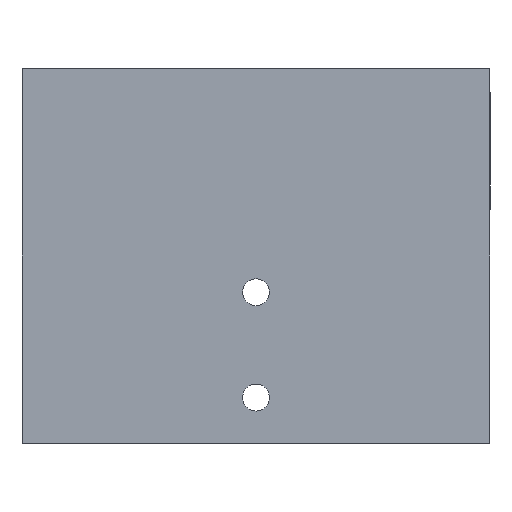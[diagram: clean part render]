
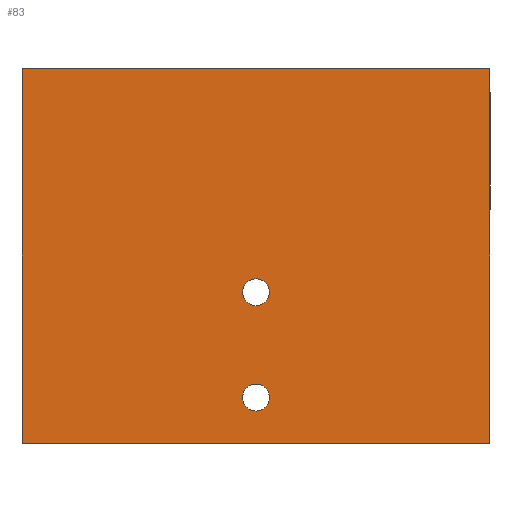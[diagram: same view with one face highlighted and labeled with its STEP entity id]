
A CAD part, left-side view. The second image highlights one B-rep face of the part: STEP entity #83.
In plain terms, the highlighted planar face has unit normal (-1, 0, 0).
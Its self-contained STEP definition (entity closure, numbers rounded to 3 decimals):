
#83=ADVANCED_FACE('',(#187,#188,#189),#190,.F.);
#187=FACE_BOUND('',#309,.T.);
#188=FACE_BOUND('',#310,.T.);
#189=FACE_OUTER_BOUND('',#311,.T.);
#190=PLANE('',#312);
#309=EDGE_LOOP('',(#491,#492));
#310=EDGE_LOOP('',(#493,#494));
#311=EDGE_LOOP('',(#495,#496,#497,#498));
#312=AXIS2_PLACEMENT_3D('',#499,#500,#501);
#491=ORIENTED_EDGE('',*,*,#728,.F.);
#492=ORIENTED_EDGE('',*,*,#752,.F.);
#493=ORIENTED_EDGE('',*,*,#734,.F.);
#494=ORIENTED_EDGE('',*,*,#753,.F.);
#495=ORIENTED_EDGE('',*,*,#754,.T.);
#496=ORIENTED_EDGE('',*,*,#755,.F.);
#497=ORIENTED_EDGE('',*,*,#756,.F.);
#498=ORIENTED_EDGE('',*,*,#757,.F.);
#499=CARTESIAN_POINT('',(0.0,0.,-12.0));
#500=DIRECTION('',(1.0,0.0,0.0));
#501=DIRECTION('',(0.0,0.0,-1.0));
#728=EDGE_CURVE('',#876,#870,#878,.T.);
#734=EDGE_CURVE('',#887,#881,#889,.T.);
#752=EDGE_CURVE('',#870,#876,#915,.T.);
#753=EDGE_CURVE('',#881,#887,#916,.T.);
#754=EDGE_CURVE('',#917,#918,#919,.T.);
#755=EDGE_CURVE('',#920,#918,#921,.T.);
#756=EDGE_CURVE('',#922,#920,#923,.T.);
#757=EDGE_CURVE('',#917,#922,#924,.T.);
#870=VERTEX_POINT('',#1061);
#876=VERTEX_POINT('',#1068);
#878=CIRCLE('',#1071,1.15);
#881=VERTEX_POINT('',#1074);
#887=VERTEX_POINT('',#1081);
#889=CIRCLE('',#1084,1.15);
#915=CIRCLE('',#1118,1.15);
#916=CIRCLE('',#1119,1.15);
#917=VERTEX_POINT('',#1120);
#918=VERTEX_POINT('',#1121);
#919=LINE('',#1122,#1123);
#920=VERTEX_POINT('',#1124);
#921=LINE('',#1125,#1126);
#922=VERTEX_POINT('',#1127);
#923=LINE('',#1128,#1129);
#924=LINE('',#1130,#1131);
#1061=CARTESIAN_POINT('',(0.0,20.0,-29.25));
#1068=CARTESIAN_POINT('',(0.,20.0,-26.95));
#1071=AXIS2_PLACEMENT_3D('',#1266,#1267,#1268);
#1074=CARTESIAN_POINT('',(0.0,20.0,-20.25));
#1081=CARTESIAN_POINT('',(0.,20.0,-17.95));
#1084=AXIS2_PLACEMENT_3D('',#1277,#1278,#1279);
#1118=AXIS2_PLACEMENT_3D('',#1306,#1307,#1308);
#1119=AXIS2_PLACEMENT_3D('',#1309,#1310,#1311);
#1120=CARTESIAN_POINT('',(0.,0.,-32.0));
#1121=CARTESIAN_POINT('',(0.0,0.,0.0));
#1122=CARTESIAN_POINT('',(0.0,0.,-12.0));
#1123=VECTOR('',#1312,1.0);
#1124=CARTESIAN_POINT('',(0.0,40.0,0.0));
#1125=CARTESIAN_POINT('',(0.0,0.,0.0));
#1126=VECTOR('',#1313,1.0);
#1127=CARTESIAN_POINT('',(0.0,40.0,-32.0));
#1128=CARTESIAN_POINT('',(0.0,40.0,-12.0));
#1129=VECTOR('',#1314,1.0);
#1130=CARTESIAN_POINT('',(0.0,40.0,-32.0));
#1131=VECTOR('',#1315,1.0);
#1266=CARTESIAN_POINT('',(0.,20.0,-28.1));
#1267=DIRECTION('',(-1.0,0.0,0.0));
#1268=DIRECTION('',(0.0,0.0,1.0));
#1277=CARTESIAN_POINT('',(0.,20.0,-19.1));
#1278=DIRECTION('',(-1.0,0.0,0.0));
#1279=DIRECTION('',(0.0,0.0,1.0));
#1306=CARTESIAN_POINT('',(0.,20.0,-28.1));
#1307=DIRECTION('',(-1.0,0.0,0.0));
#1308=DIRECTION('',(0.0,0.0,1.0));
#1309=CARTESIAN_POINT('',(0.,20.0,-19.1));
#1310=DIRECTION('',(-1.0,0.0,0.0));
#1311=DIRECTION('',(0.0,0.0,1.0));
#1312=DIRECTION('',(0.0,0.0,1.0));
#1313=DIRECTION('',(0.0,-1.0,0.0));
#1314=DIRECTION('',(0.0,0.0,1.0));
#1315=DIRECTION('',(0.0,1.0,0.0));
